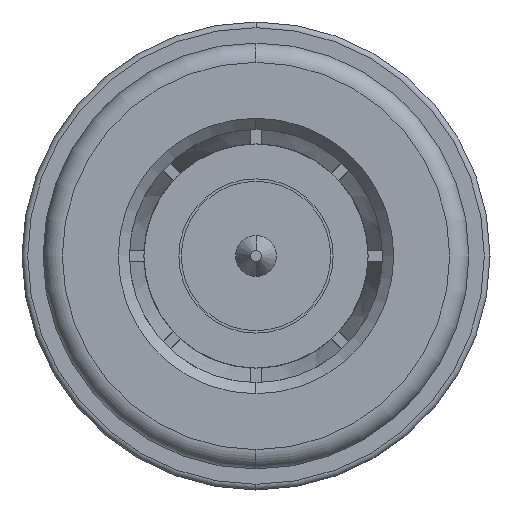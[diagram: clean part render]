
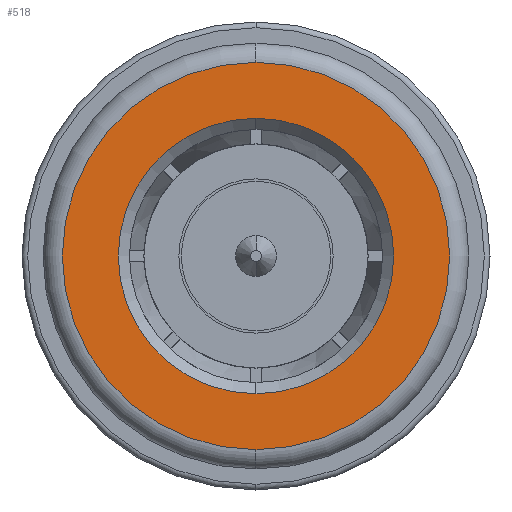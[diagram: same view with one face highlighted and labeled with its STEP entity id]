
A CAD part, left-side view. The second image highlights one B-rep face of the part: STEP entity #518.
In plain terms, the highlighted planar face has unit normal (-1, 0, 0).
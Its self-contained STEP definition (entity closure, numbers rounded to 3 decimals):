
#56 = AXIS2_PLACEMENT_3D ( 'NONE', #2370, #2846, #2885 ) ;
#475 = EDGE_LOOP ( 'NONE', ( #8440, #5099 ) ) ;
#518 = ADVANCED_FACE ( 'NONE', ( #5110, #1164 ), #2773, .F. ) ;
#688 = EDGE_LOOP ( 'NONE', ( #2563, #3792 ) ) ;
#833 = VERTEX_POINT ( 'NONE', #7938 ) ;
#1032 = CARTESIAN_POINT ( 'NONE',  ( 0., 0., 0. ) ) ;
#1164 = FACE_OUTER_BOUND ( 'NONE', #688, .T. ) ;
#1632 = CIRCLE ( 'NONE', #6074, 4.331 ) ;
#1874 = DIRECTION ( 'NONE',  ( 0., 0., 1. ) ) ;
#2025 = AXIS2_PLACEMENT_3D ( 'NONE', #1032, #6946, #1874 ) ;
#2370 = CARTESIAN_POINT ( 'NONE',  ( 0., 4.331, 0. ) ) ;
#2563 = ORIENTED_EDGE ( 'NONE', *, *, #7712, .T. ) ;
#2570 = CARTESIAN_POINT ( 'NONE',  ( 0., 0., 0. ) ) ;
#2773 = PLANE ( 'NONE',  #56 ) ;
#2846 = DIRECTION ( 'NONE',  ( 1., 0., 0. ) ) ;
#2885 = DIRECTION ( 'NONE',  ( 0., 0., -1. ) ) ;
#3001 = EDGE_CURVE ( 'NONE', #833, #6706, #5596, .T. ) ;
#3279 = CARTESIAN_POINT ( 'NONE',  ( 0., 0., 0. ) ) ;
#3431 = DIRECTION ( 'NONE',  ( 0., 0., 1. ) ) ;
#3459 = DIRECTION ( 'NONE',  ( -1., 0., 0. ) ) ;
#3792 = ORIENTED_EDGE ( 'NONE', *, *, #3001, .T. ) ;
#3844 = CARTESIAN_POINT ( 'NONE',  ( 0., 0., 4.331 ) ) ;
#3936 = VERTEX_POINT ( 'NONE', #7158 ) ;
#4108 = DIRECTION ( 'NONE',  ( 0., 0., 1. ) ) ;
#5019 = CIRCLE ( 'NONE', #2025, 3.08 ) ;
#5099 = ORIENTED_EDGE ( 'NONE', *, *, #5825, .F. ) ;
#5110 = FACE_BOUND ( 'NONE', #475, .T. ) ;
#5596 = CIRCLE ( 'NONE', #9885, 4.331 ) ;
#5825 = EDGE_CURVE ( 'NONE', #7387, #3936, #9443, .T. ) ;
#6074 = AXIS2_PLACEMENT_3D ( 'NONE', #8541, #3459, #9395 ) ;
#6550 = EDGE_CURVE ( 'NONE', #3936, #7387, #5019, .T. ) ;
#6706 = VERTEX_POINT ( 'NONE', #3844 ) ;
#6946 = DIRECTION ( 'NONE',  ( -1., 0., 0. ) ) ;
#7035 = AXIS2_PLACEMENT_3D ( 'NONE', #3279, #9216, #4108 ) ;
#7158 = CARTESIAN_POINT ( 'NONE',  ( 0., 0., 3.08 ) ) ;
#7387 = VERTEX_POINT ( 'NONE', #10532 ) ;
#7712 = EDGE_CURVE ( 'NONE', #6706, #833, #1632, .T. ) ;
#7938 = CARTESIAN_POINT ( 'NONE',  ( 0., 0., -4.331 ) ) ;
#8440 = ORIENTED_EDGE ( 'NONE', *, *, #6550, .F. ) ;
#8509 = DIRECTION ( 'NONE',  ( -1., 0., 0. ) ) ;
#8541 = CARTESIAN_POINT ( 'NONE',  ( 0., 0., 0. ) ) ;
#9216 = DIRECTION ( 'NONE',  ( -1., 0., 0. ) ) ;
#9395 = DIRECTION ( 'NONE',  ( 0., 0., 1. ) ) ;
#9443 = CIRCLE ( 'NONE', #7035, 3.08 ) ;
#9885 = AXIS2_PLACEMENT_3D ( 'NONE', #2570, #8509, #3431 ) ;
#10532 = CARTESIAN_POINT ( 'NONE',  ( 0., 0., -3.08 ) ) ;
